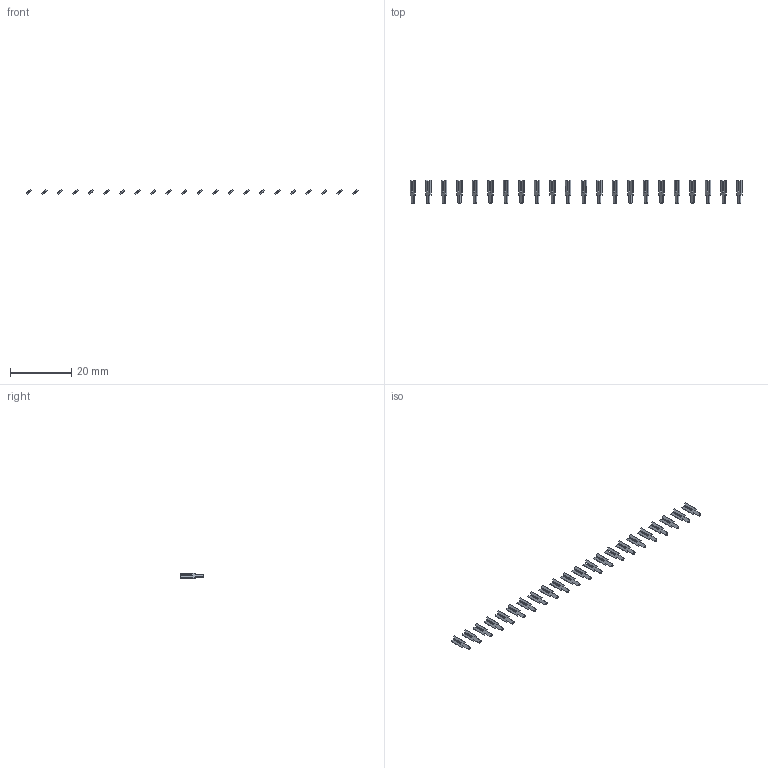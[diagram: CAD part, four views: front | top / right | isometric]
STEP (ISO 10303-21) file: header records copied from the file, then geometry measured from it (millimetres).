
FILE_DESCRIPTION (( 'STEP AP203' ), '1' );
FILE_NAME ('106-022-253-200.STEP', '2020-04-16T19:17:53', ( '' ), ( '' ), 'SwSTEP 2.0', 'SolidWorks 2016', '' );
FILE_SCHEMA (( 'CONFIG_CONTROL_DESIGN' ));
Length unit declared in the file: inch
Products named in the file (2): 106-022-253-200; 100-290-001_100-290-253
Assembly tree (22 placements, depth 2):
  106-022-253-200
    100-290-001_100-290-253  x22
Bounding box: 108.48 x 7.62 x 1.8 mm (x, y, z)
Volume: 121.4 mm3; surface area: 757 mm2
Topology: 22 solids, 22 shells, 440 faces, 1188 edges, 792 vertices
Faces by surface type: plane 418, cylinder 22
Entity records: 1492 total; most frequent: DIRECTION 146, CARTESIAN_POINT 135, ORIENTED_EDGE 108, CALENDAR_DATE 54, DATE_AND_TIME 54, EDGE_CURVE 54, LOCAL_TIME 54, COORDINATED_UNIVERSAL_TIME_OFFSET 54
